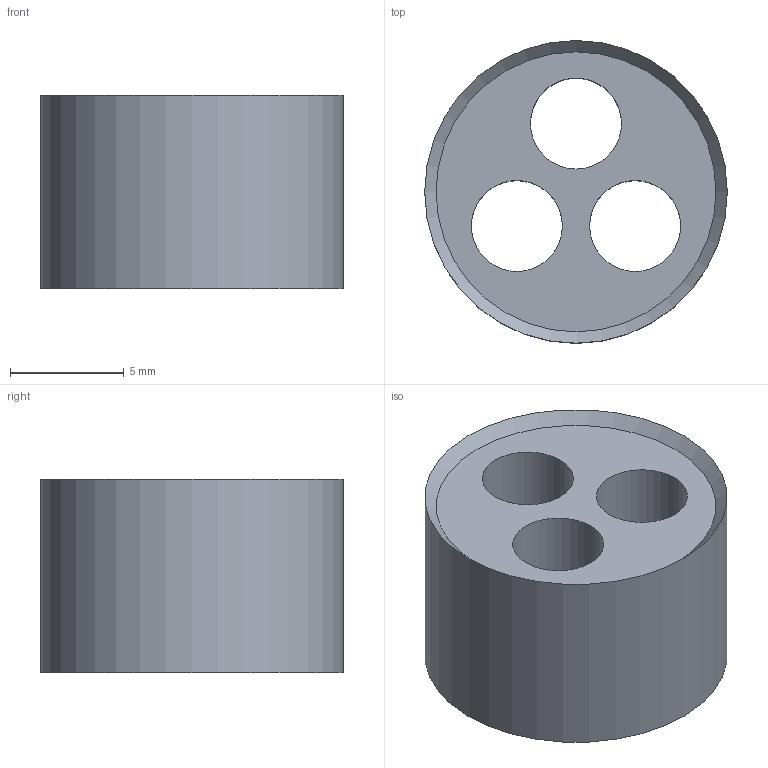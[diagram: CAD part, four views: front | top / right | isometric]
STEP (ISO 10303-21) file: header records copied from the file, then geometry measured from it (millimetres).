
FILE_DESCRIPTION(/* description */ ('Mehrfachdichteinsatz für Euro-Top D= 13,3mm; 3x4,0'),/* implementation_level */ '2;1');
FILE_NAME(/* name */ '05611340-RST.stp',/* time_stamp */ '2020-10-06T11:05:11+02:00',/* author */ ('sl'),/* organization */ (''),/* preprocessor_version */ 'ST-DEVELOPER v16.5',/* originating_system */ 'Autodesk Inventor 2017',/* authorisation */ '');
FILE_SCHEMA (('AUTOMOTIVE_DESIGN { 1 0 10303 214 3 1 1 }'));
Length unit declared in the file: millimetre
Products named in the file (1): 05611340
Bounding box: 13.3 x 13.3 x 8.5 mm (x, y, z)
Volume: 814.9 mm3; surface area: 867.5 mm2
Topology: 1 solids, 1 shells, 7 faces, 14 edges, 9 vertices
Faces by surface type: cylinder 4, plane 2, cone 1
Full cylindrical faces by diameter (mm): 4 x3, 13.3 x1
Entity records: 206 total; most frequent: DIRECTION 34, CARTESIAN_POINT 26, EDGE_LOOP 18, ORIENTED_EDGE 18, AXIS2_PLACEMENT_3D 17, FACE_BOUND 11, CIRCLE 9, VERTEX_POINT 9
